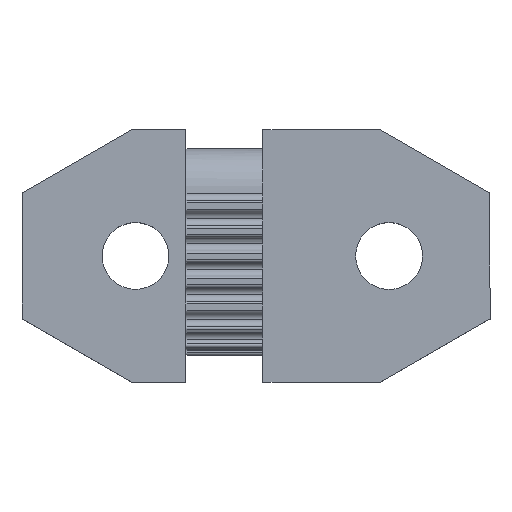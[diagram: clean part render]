
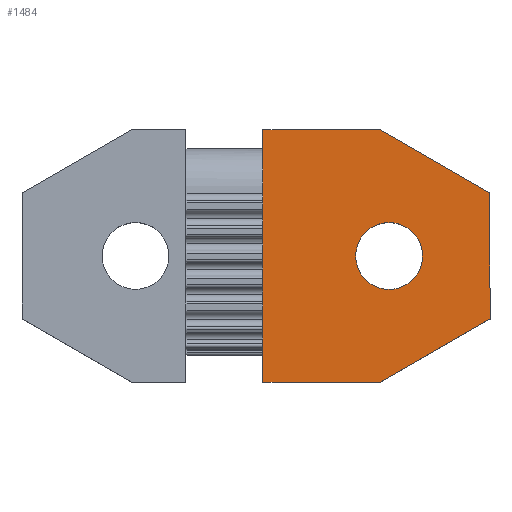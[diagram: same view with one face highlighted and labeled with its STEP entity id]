
A CAD part, top view. The second image highlights one B-rep face of the part: STEP entity #1484.
In plain terms, the highlighted planar face has unit normal (0, 0, 1).
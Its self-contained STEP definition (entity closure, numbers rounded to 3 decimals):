
#75 = CIRCLE ( 'NONE', #1029, 2.65 ) ;
#149 = LINE ( 'NONE', #1433, #150 ) ;
#150 = VECTOR ( 'NONE', #1424, 1000. ) ;
#209 = FACE_BOUND ( 'NONE', #2901, .T. ) ;
#247 = VECTOR ( 'NONE', #1650, 1000. ) ;
#271 = LINE ( 'NONE', #1630, #247 ) ;
#282 = CIRCLE ( 'NONE', #860, 2.65 ) ;
#285 = LINE ( 'NONE', #1692, #287 ) ;
#287 = VECTOR ( 'NONE', #1672, 1000. ) ;
#328 = LINE ( 'NONE', #1744, #329 ) ;
#329 = VECTOR ( 'NONE', #1740, 1000. ) ;
#354 = LINE ( 'NONE', #1803, #368 ) ;
#358 = LINE ( 'NONE', #1784, #396 ) ;
#368 = VECTOR ( 'NONE', #1804, 1000. ) ;
#387 = VECTOR ( 'NONE', #1842, 1000. ) ;
#388 = LINE ( 'NONE', #1835, #405 ) ;
#390 = LINE ( 'NONE', #1819, #387 ) ;
#396 = VECTOR ( 'NONE', #1755, 1000. ) ;
#405 = VECTOR ( 'NONE', #1833, 1000. ) ;
#478 = FACE_OUTER_BOUND ( 'NONE', #2933, .T. ) ;
#517 = VERTEX_POINT ( 'NONE', #2140 ) ;
#518 = VERTEX_POINT ( 'NONE', #2137 ) ;
#542 = VERTEX_POINT ( 'NONE', #2122 ) ;
#586 = VERTEX_POINT ( 'NONE', #2204 ) ;
#608 = VERTEX_POINT ( 'NONE', #2188 ) ;
#625 = VERTEX_POINT ( 'NONE', #2202 ) ;
#628 = VERTEX_POINT ( 'NONE', #2152 ) ;
#633 = VERTEX_POINT ( 'NONE', #2223 ) ;
#634 = VERTEX_POINT ( 'NONE', #2237 ) ;
#654 = VERTEX_POINT ( 'NONE', #2214 ) ;
#774 = EDGE_CURVE ( 'NONE', #608, #634, #271, .T. ) ;
#783 = EDGE_CURVE ( 'NONE', #518, #517, #282, .T. ) ;
#787 = EDGE_CURVE ( 'NONE', #654, #633, #285, .T. ) ;
#812 = EDGE_CURVE ( 'NONE', #628, #625, #328, .T. ) ;
#825 = EDGE_CURVE ( 'NONE', #634, #654, #358, .T. ) ;
#845 = EDGE_CURVE ( 'NONE', #586, #608, #388, .T. ) ;
#847 = EDGE_CURVE ( 'NONE', #625, #542, #390, .T. ) ;
#849 = EDGE_CURVE ( 'NONE', #633, #628, #354, .T. ) ;
#860 = AXIS2_PLACEMENT_3D ( 'NONE', #1646, #1660, #1662 ) ;
#966 = AXIS2_PLACEMENT_3D ( 'NONE', #1946, #1973, #1944 ) ;
#1029 = AXIS2_PLACEMENT_3D ( 'NONE', #1282, #1277, #1283 ) ;
#1085 = ORIENTED_EDGE ( 'NONE', *, *, #774, .F. ) ;
#1094 = ORIENTED_EDGE ( 'NONE', *, *, #2442, .T. ) ;
#1124 = ORIENTED_EDGE ( 'NONE', *, *, #845, .F. ) ;
#1126 = ORIENTED_EDGE ( 'NONE', *, *, #783, .T. ) ;
#1277 = DIRECTION ( 'NONE',  ( 0., 0., -1. ) ) ;
#1282 = CARTESIAN_POINT ( 'NONE',  ( 37.1, 7.87, 7.14 ) ) ;
#1283 = DIRECTION ( 'NONE',  ( -1., 0., 0. ) ) ;
#1424 = DIRECTION ( 'NONE',  ( 0., 1., 0. ) ) ;
#1433 = CARTESIAN_POINT ( 'NONE',  ( 27.1, -2.13, 7.14 ) ) ;
#1484 = ADVANCED_FACE ( 'NONE', ( #209, #478 ), #1984, .T. ) ;
#1630 = CARTESIAN_POINT ( 'NONE',  ( 27.1, 17.87, 7.14 ) ) ;
#1646 = CARTESIAN_POINT ( 'NONE',  ( 37.1, 7.87, 7.14 ) ) ;
#1650 = DIRECTION ( 'NONE',  ( 1., 0., 0. ) ) ;
#1660 = DIRECTION ( 'NONE',  ( 0., 0., -1. ) ) ;
#1662 = DIRECTION ( 'NONE',  ( -1., 0., 0. ) ) ;
#1672 = DIRECTION ( 'NONE',  ( 0., -1., 0. ) ) ;
#1692 = CARTESIAN_POINT ( 'NONE',  ( 45.1, 17.87, 7.14 ) ) ;
#1740 = DIRECTION ( 'NONE',  ( -1., 0., 0. ) ) ;
#1744 = CARTESIAN_POINT ( 'NONE',  ( 45.1, -2.13, 7.14 ) ) ;
#1755 = DIRECTION ( 'NONE',  ( 0.866, -0.5, 0. ) ) ;
#1784 = CARTESIAN_POINT ( 'NONE',  ( 41.336, 15.043, 7.14 ) ) ;
#1803 = CARTESIAN_POINT ( 'NONE',  ( 26.194, -8.045, 7.14 ) ) ;
#1804 = DIRECTION ( 'NONE',  ( -0.866, -0.5, 0. ) ) ;
#1819 = CARTESIAN_POINT ( 'NONE',  ( 27.1, -2.13, 7.14 ) ) ;
#1833 = DIRECTION ( 'NONE',  ( 0., 1., 0. ) ) ;
#1835 = CARTESIAN_POINT ( 'NONE',  ( 27.1, -2.13, 7.14 ) ) ;
#1842 = DIRECTION ( 'NONE',  ( 0., 1., 0. ) ) ;
#1944 = DIRECTION ( 'NONE',  ( -1., 0., 0. ) ) ;
#1946 = CARTESIAN_POINT ( 'NONE',  ( 27.1, -9.614, 7.14 ) ) ;
#1973 = DIRECTION ( 'NONE',  ( 0., 0., 1. ) ) ;
#1984 = PLANE ( 'NONE',  #966 ) ;
#2122 = CARTESIAN_POINT ( 'NONE',  ( 27.1, 0.455, 7.14 ) ) ;
#2137 = CARTESIAN_POINT ( 'NONE',  ( 37.1, 5.22, 7.14 ) ) ;
#2140 = CARTESIAN_POINT ( 'NONE',  ( 37.1, 10.52, 7.14 ) ) ;
#2152 = CARTESIAN_POINT ( 'NONE',  ( 36.44, -2.13, 7.14 ) ) ;
#2188 = CARTESIAN_POINT ( 'NONE',  ( 27.1, 17.87, 7.14 ) ) ;
#2202 = CARTESIAN_POINT ( 'NONE',  ( 27.1, -2.13, 7.14 ) ) ;
#2204 = CARTESIAN_POINT ( 'NONE',  ( 27.1, 15.444, 7.14 ) ) ;
#2214 = CARTESIAN_POINT ( 'NONE',  ( 45.1, 12.87, 7.14 ) ) ;
#2223 = CARTESIAN_POINT ( 'NONE',  ( 45.1, 2.87, 7.14 ) ) ;
#2237 = CARTESIAN_POINT ( 'NONE',  ( 36.44, 17.87, 7.14 ) ) ;
#2442 = EDGE_CURVE ( 'NONE', #517, #518, #75, .T. ) ;
#2501 = EDGE_CURVE ( 'NONE', #542, #586, #149, .T. ) ;
#2901 = EDGE_LOOP ( 'NONE', ( #1094, #1126 ) ) ;
#2933 = EDGE_LOOP ( 'NONE', ( #1085, #1124, #2977, #2984, #2988, #2980, #2951, #2967 ) ) ;
#2951 = ORIENTED_EDGE ( 'NONE', *, *, #787, .F. ) ;
#2967 = ORIENTED_EDGE ( 'NONE', *, *, #825, .F. ) ;
#2977 = ORIENTED_EDGE ( 'NONE', *, *, #2501, .F. ) ;
#2980 = ORIENTED_EDGE ( 'NONE', *, *, #849, .F. ) ;
#2984 = ORIENTED_EDGE ( 'NONE', *, *, #847, .F. ) ;
#2988 = ORIENTED_EDGE ( 'NONE', *, *, #812, .F. ) ;
